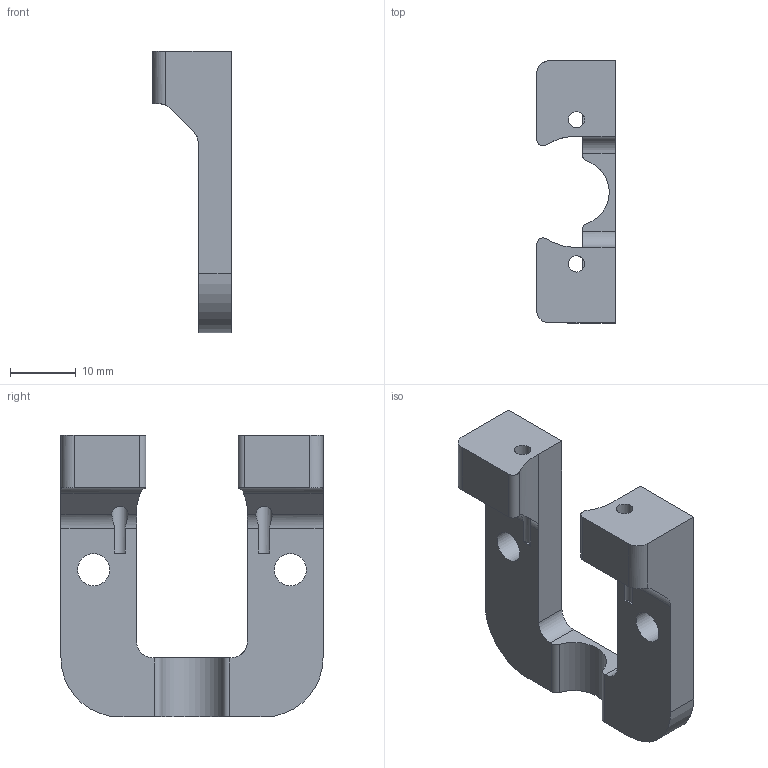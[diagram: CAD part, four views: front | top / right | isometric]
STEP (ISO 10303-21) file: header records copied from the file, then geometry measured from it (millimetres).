
FILE_DESCRIPTION(/* description */ (''),/* implementation_level */ '2;1');
FILE_NAME(/* name */ 'Z_Leadnut_mount.step',/* time_stamp */ '2021-08-05T09:14:22-05:00',/* author */ (''),/* organization */ (''),/* preprocessor_version */ 'ST-DEVELOPER v18.1',/* originating_system */ 'Autodesk Translation Framework v10.9.0.1377',/* authorisation */ '');
FILE_SCHEMA (('AUTOMOTIVE_DESIGN { 1 0 10303 214 3 1 1 }'));
Length unit declared in the file: millimetre
Products named in the file (1): Z_Leadnut_mount
Bounding box: 12 x 40 x 43 mm (x, y, z)
Volume: 6621.2 mm3; surface area: 4111.5 mm2
Topology: 1 solids, 1 shells, 42 faces, 124 edges, 82 vertices
Faces by surface type: cylinder 23, plane 19
Full cylindrical faces by diameter (mm): 2.5 x2, 4.9 x2
Entity records: 1530 total; most frequent: CARTESIAN_POINT 333, ORIENTED_EDGE 248, DIRECTION 240, EDGE_CURVE 124, AXIS2_PLACEMENT_3D 85, VERTEX_POINT 82, LINE 70, VECTOR 70
